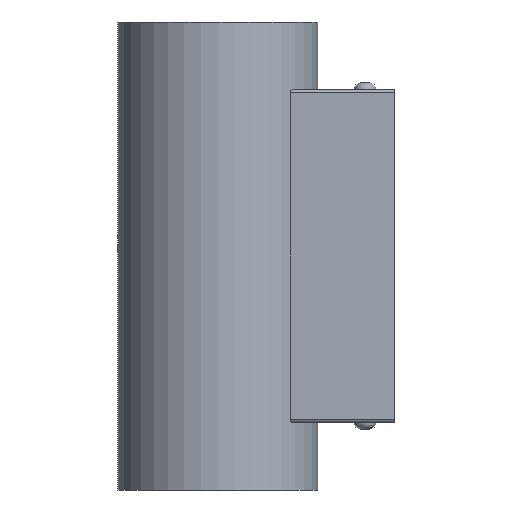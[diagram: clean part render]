
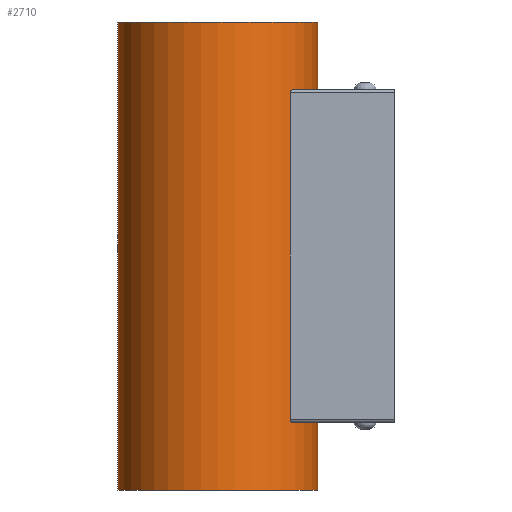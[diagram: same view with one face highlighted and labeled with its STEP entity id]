
A CAD part, left-side view. The second image highlights one B-rep face of the part: STEP entity #2710.
In plain terms, the highlighted cylindrical face has radius 36.1 mm (diameter 72.2 mm), a full revolution.
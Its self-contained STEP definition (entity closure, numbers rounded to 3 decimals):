
#236=FACE_OUTER_BOUND('',#400,.T.);
#400=EDGE_LOOP('',(#2178,#2179,#2180,#2181));
#628=LINE('',#4283,#903);
#903=VECTOR('',#3483,36.1);
#1114=CIRCLE('',#2951,36.1);
#1116=CIRCLE('',#2954,36.1);
#1286=VERTEX_POINT('',#4276);
#1288=VERTEX_POINT('',#4281);
#1602=EDGE_CURVE('',#1286,#1286,#1114,.T.);
#1604=EDGE_CURVE('',#1288,#1288,#1116,.T.);
#1605=EDGE_CURVE('',#1288,#1286,#628,.T.);
#2178=ORIENTED_EDGE('',*,*,#1604,.F.);
#2179=ORIENTED_EDGE('',*,*,#1605,.T.);
#2180=ORIENTED_EDGE('',*,*,#1602,.T.);
#2181=ORIENTED_EDGE('',*,*,#1605,.F.);
#2616=CYLINDRICAL_SURFACE('',#2953,36.1);
#2710=ADVANCED_FACE('',(#236),#2616,.T.);
#2951=AXIS2_PLACEMENT_3D('',#4277,#3475,#3476);
#2953=AXIS2_PLACEMENT_3D('',#4280,#3479,#3480);
#2954=AXIS2_PLACEMENT_3D('',#4282,#3481,#3482);
#3475=DIRECTION('center_axis',(0.,0.,-1.));
#3476=DIRECTION('ref_axis',(1.,0.,0.));
#3479=DIRECTION('center_axis',(0.,0.,-1.));
#3480=DIRECTION('ref_axis',(-1.,0.,0.));
#3481=DIRECTION('center_axis',(0.,0.,-1.));
#3482=DIRECTION('ref_axis',(1.,0.,0.));
#3483=DIRECTION('',(0.,0.,1.));
#4276=CARTESIAN_POINT('',(36.1,0.,84.5));
#4277=CARTESIAN_POINT('Origin',(0.,0.,84.5));
#4280=CARTESIAN_POINT('Origin',(0.,0.,0.));
#4281=CARTESIAN_POINT('',(36.1,0.,-84.5));
#4282=CARTESIAN_POINT('Origin',(0.,0.,-84.5));
#4283=CARTESIAN_POINT('',(36.1,0.,0.));
